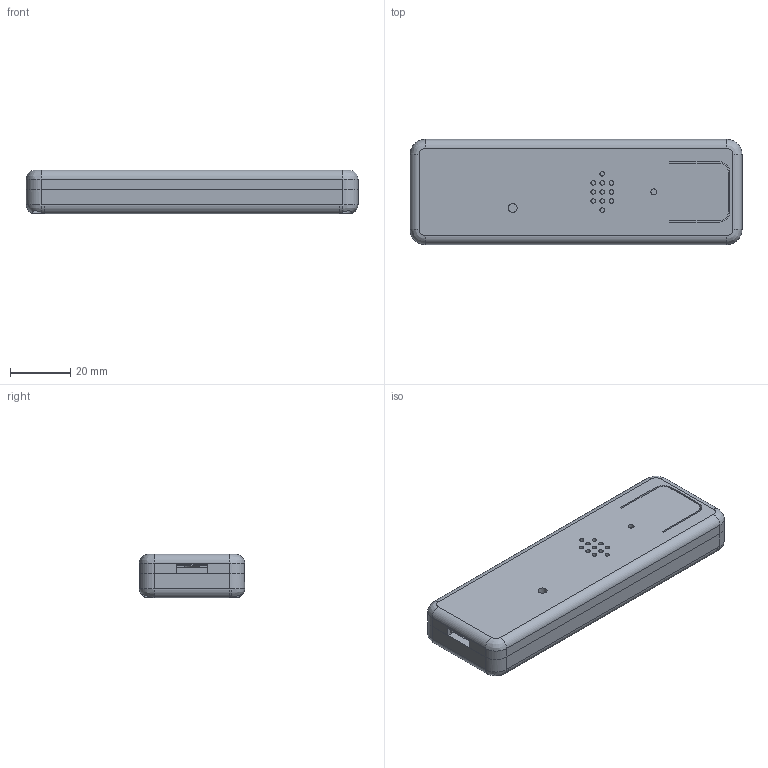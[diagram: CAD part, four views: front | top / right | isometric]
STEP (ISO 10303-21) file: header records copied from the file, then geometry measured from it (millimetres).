
FILE_DESCRIPTION(/* description */ (''),/* implementation_level */ '2;1');
FILE_NAME(/* name */ 'HA Voice Remote Enclosure.step',/* time_stamp */ '2023-06-01T11:21:41-04:00',/* author */ (''),/* organization */ (''),/* preprocessor_version */ 'ST-DEVELOPER v19.2',/* originating_system */ 'Autodesk Translation Framework v12.4.0.73',/* authorisation */ '');
FILE_SCHEMA (('AUTOMOTIVE_DESIGN { 1 0 10303 214 3 1 1 }'));
Length unit declared in the file: millimetre
Products named in the file (1): HA Voice Remote
Bounding box: 110 x 34.86 x 14.5 mm (x, y, z)
Volume: 25840.5 mm3; surface area: 23896.8 mm2
Topology: 2 solids, 2 shells, 193 faces, 520 edges, 337 vertices
Faces by surface type: plane 113, cylinder 69, bspline 11
Full cylindrical faces by diameter (mm): 1.5 x11, 2 x9, 3 x1, 4 x4, 4.5 x1, 7 x1
Entity records: 6289 total; most frequent: CARTESIAN_POINT 1275, ORIENTED_EDGE 1040, DIRECTION 1026, EDGE_CURVE 520, LINE 360, VECTOR 360, VERTEX_POINT 337, AXIS2_PLACEMENT_3D 333
